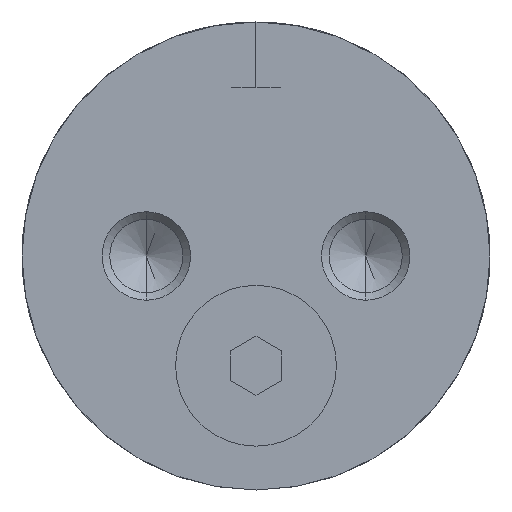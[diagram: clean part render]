
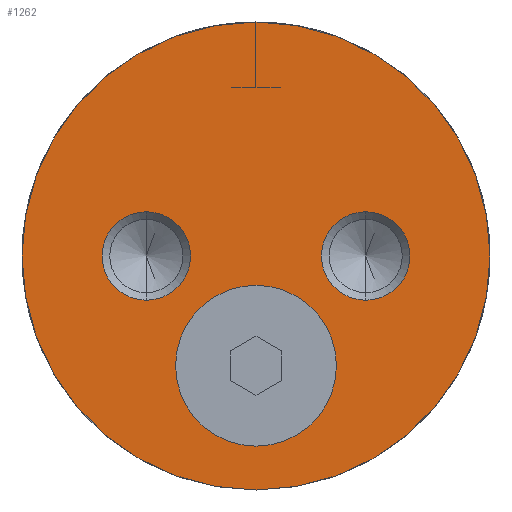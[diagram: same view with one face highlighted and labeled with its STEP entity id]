
A CAD part, left-side view. The second image highlights one B-rep face of the part: STEP entity #1262.
In plain terms, the highlighted planar face has unit normal (-1, 0, 0).
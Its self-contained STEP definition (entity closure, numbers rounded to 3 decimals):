
#56 = DIRECTION ( 'NONE',  ( -1., 0., 0. ) ) ;
#63 = DIRECTION ( 'NONE',  ( 0., 0., 1. ) ) ;
#86 = DIRECTION ( 'NONE',  ( 0., 0., 1. ) ) ;
#93 = CARTESIAN_POINT ( 'NONE',  ( -45.2, 0., 0. ) ) ;
#114 = CARTESIAN_POINT ( 'NONE',  ( -45.2, 0., -13. ) ) ;
#117 = CIRCLE ( 'NONE', #570, 16. ) ;
#134 = DIRECTION ( 'NONE',  ( 0., 0., 1. ) ) ;
#138 = DIRECTION ( 'NONE',  ( -1., 0., 0. ) ) ;
#146 = CARTESIAN_POINT ( 'NONE',  ( -45.2, 0., 16. ) ) ;
#168 = AXIS2_PLACEMENT_3D ( 'NONE', #1234, #56, #63 ) ;
#172 = CARTESIAN_POINT ( 'NONE',  ( -45.2, 7.5, -3.025 ) ) ;
#183 = EDGE_CURVE ( 'NONE', #794, #539, #1354, .T. ) ;
#214 = EDGE_LOOP ( 'NONE', ( #479, #1647 ) ) ;
#257 = ORIENTED_EDGE ( 'NONE', *, *, #183, .F. ) ;
#274 = DIRECTION ( 'NONE',  ( 0., 0., -1. ) ) ;
#286 = ORIENTED_EDGE ( 'NONE', *, *, #1977, .F. ) ;
#288 = DIRECTION ( 'NONE',  ( -1., 0., 0. ) ) ;
#299 = CARTESIAN_POINT ( 'NONE',  ( -45.2, 7.5, 0. ) ) ;
#315 = CARTESIAN_POINT ( 'NONE',  ( -45.2, 0., -16. ) ) ;
#318 = CARTESIAN_POINT ( 'NONE',  ( -45.2, 7.5, 0. ) ) ;
#416 = VERTEX_POINT ( 'NONE', #146 ) ;
#424 = DIRECTION ( 'NONE',  ( -1., 0., 0. ) ) ;
#449 = DIRECTION ( 'NONE',  ( 1., 0., 0. ) ) ;
#453 = FACE_BOUND ( 'NONE', #1894, .T. ) ;
#464 = ORIENTED_EDGE ( 'NONE', *, *, #1633, .F. ) ;
#479 = ORIENTED_EDGE ( 'NONE', *, *, #1583, .F. ) ;
#481 = AXIS2_PLACEMENT_3D ( 'NONE', #1676, #1340, #511 ) ;
#511 = DIRECTION ( 'NONE',  ( 0., 0., 1. ) ) ;
#512 = DIRECTION ( 'NONE',  ( 0., 0., 1. ) ) ;
#522 = CIRCLE ( 'NONE', #1426, 16. ) ;
#530 = DIRECTION ( 'NONE',  ( -1., 0., 0. ) ) ;
#533 = VERTEX_POINT ( 'NONE', #1741 ) ;
#536 = CARTESIAN_POINT ( 'NONE',  ( -45.2, 0., -2. ) ) ;
#539 = VERTEX_POINT ( 'NONE', #1246 ) ;
#570 = AXIS2_PLACEMENT_3D ( 'NONE', #929, #449, #274 ) ;
#599 = AXIS2_PLACEMENT_3D ( 'NONE', #1598, #138, #1123 ) ;
#622 = CIRCLE ( 'NONE', #946, 5.5 ) ;
#631 = EDGE_LOOP ( 'NONE', ( #286, #1945 ) ) ;
#709 = CARTESIAN_POINT ( 'NONE',  ( -45.2, -7.5, -3.025 ) ) ;
#794 = VERTEX_POINT ( 'NONE', #709 ) ;
#882 = EDGE_CURVE ( 'NONE', #539, #794, #1113, .T. ) ;
#911 = VERTEX_POINT ( 'NONE', #114 ) ;
#929 = CARTESIAN_POINT ( 'NONE',  ( -45.2, 0., 0. ) ) ;
#933 = CIRCLE ( 'NONE', #168, 5.5 ) ;
#946 = AXIS2_PLACEMENT_3D ( 'NONE', #1491, #530, #512 ) ;
#947 = EDGE_LOOP ( 'NONE', ( #972, #257 ) ) ;
#964 = ORIENTED_EDGE ( 'NONE', *, *, #1328, .F. ) ;
#972 = ORIENTED_EDGE ( 'NONE', *, *, #882, .F. ) ;
#979 = FACE_OUTER_BOUND ( 'NONE', #631, .T. ) ;
#1008 = CIRCLE ( 'NONE', #1903, 3.025 ) ;
#1113 = CIRCLE ( 'NONE', #2074, 3.025 ) ;
#1123 = DIRECTION ( 'NONE',  ( 0., 0., 1. ) ) ;
#1128 = CIRCLE ( 'NONE', #1454, 3.025 ) ;
#1219 = FACE_BOUND ( 'NONE', #214, .T. ) ;
#1234 = CARTESIAN_POINT ( 'NONE',  ( -45.2, 0., -7.5 ) ) ;
#1246 = CARTESIAN_POINT ( 'NONE',  ( -45.2, -7.5, 3.025 ) ) ;
#1249 = CARTESIAN_POINT ( 'NONE',  ( -45.2, -7.5, 0. ) ) ;
#1262 = ADVANCED_FACE ( 'NONE', ( #453, #1219, #1277, #979 ), #1483, .T. ) ;
#1277 = FACE_BOUND ( 'NONE', #947, .T. ) ;
#1328 = EDGE_CURVE ( 'NONE', #911, #1808, #933, .T. ) ;
#1340 = DIRECTION ( 'NONE',  ( -1., 0., 0. ) ) ;
#1354 = CIRCLE ( 'NONE', #599, 3.025 ) ;
#1426 = AXIS2_PLACEMENT_3D ( 'NONE', #93, #1748, #1907 ) ;
#1454 = AXIS2_PLACEMENT_3D ( 'NONE', #299, #288, #1795 ) ;
#1483 = PLANE ( 'NONE',  #481 ) ;
#1491 = CARTESIAN_POINT ( 'NONE',  ( -45.2, 0., -7.5 ) ) ;
#1583 = EDGE_CURVE ( 'NONE', #533, #1793, #1008, .T. ) ;
#1598 = CARTESIAN_POINT ( 'NONE',  ( -45.2, -7.5, 0. ) ) ;
#1633 = EDGE_CURVE ( 'NONE', #1808, #911, #622, .T. ) ;
#1647 = ORIENTED_EDGE ( 'NONE', *, *, #2078, .F. ) ;
#1676 = CARTESIAN_POINT ( 'NONE',  ( -45.2, 16., 0. ) ) ;
#1741 = CARTESIAN_POINT ( 'NONE',  ( -45.2, 7.5, 3.025 ) ) ;
#1748 = DIRECTION ( 'NONE',  ( 1., 0., 0. ) ) ;
#1793 = VERTEX_POINT ( 'NONE', #172 ) ;
#1795 = DIRECTION ( 'NONE',  ( 0., 0., 1. ) ) ;
#1808 = VERTEX_POINT ( 'NONE', #536 ) ;
#1894 = EDGE_LOOP ( 'NONE', ( #464, #964 ) ) ;
#1903 = AXIS2_PLACEMENT_3D ( 'NONE', #318, #2132, #134 ) ;
#1907 = DIRECTION ( 'NONE',  ( 0., 0., -1. ) ) ;
#1945 = ORIENTED_EDGE ( 'NONE', *, *, #1965, .F. ) ;
#1965 = EDGE_CURVE ( 'NONE', #416, #2080, #522, .T. ) ;
#1977 = EDGE_CURVE ( 'NONE', #2080, #416, #117, .T. ) ;
#2074 = AXIS2_PLACEMENT_3D ( 'NONE', #1249, #424, #86 ) ;
#2078 = EDGE_CURVE ( 'NONE', #1793, #533, #1128, .T. ) ;
#2080 = VERTEX_POINT ( 'NONE', #315 ) ;
#2132 = DIRECTION ( 'NONE',  ( -1., 0., 0. ) ) ;
